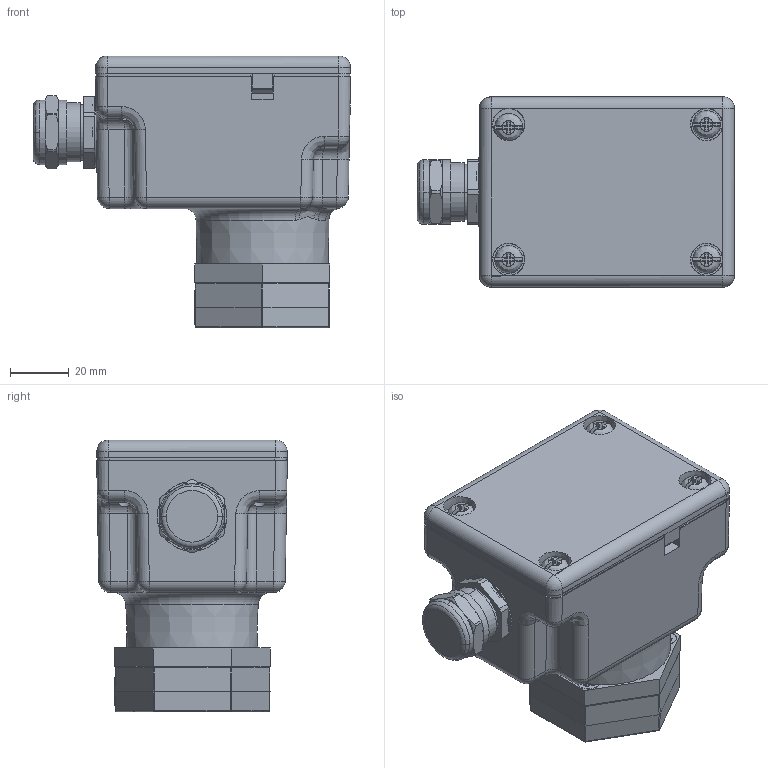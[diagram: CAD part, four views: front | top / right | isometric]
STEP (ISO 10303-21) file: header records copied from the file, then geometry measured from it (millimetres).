
FILE_DESCRIPTION(/* description */ (''),/* implementation_level */ '2;1');
FILE_NAME(/* name */ 'QRA10+AGG06+AGG08.stp',/* time_stamp */ '2019-04-08T11:34:46+02:00',/* author */ (''),/* organization */ (''),/* preprocessor_version */ 'ST-DEVELOPER v16',/* originating_system */ 'SIEMENS PLM Software NX 10.0',/* authorisation */ '');
FILE_SCHEMA (('AUTOMOTIVE_DESIGN { 1 0 10303 214 3 1 1 1 }'));
Length unit declared in the file: millimetre
Products named in the file (1): gant12DCB001mnz5
Bounding box: 108.33 x 65 x 92.7 mm (x, y, z)
Volume: 336569.3 mm3; surface area: 45324.1 mm2
Topology: 1 solids, 19 shells, 1041 faces, 2596 edges, 1591 vertices
Faces by surface type: plane 434, cylinder 294, cone 124, bspline 89, torus 60, sphere 20, extrusion 20
Full cylindrical faces by diameter (mm): 2 x1, 3.3 x4, 3.324 x4, 3.838 x4, 4.2 x4, 4.3 x4, 5 x3, 7 x4, 7.5 x4, 7.6 x4, 9.5 x3
Entity records: 37920 total; most frequent: CARTESIAN_POINT 14403, DIRECTION 4936, ORIENTED_EDGE 4728, EDGE_CURVE 2364, AXIS2_PLACEMENT_3D 1851, VERTEX_POINT 1514, VECTOR 1234, LINE 1214
